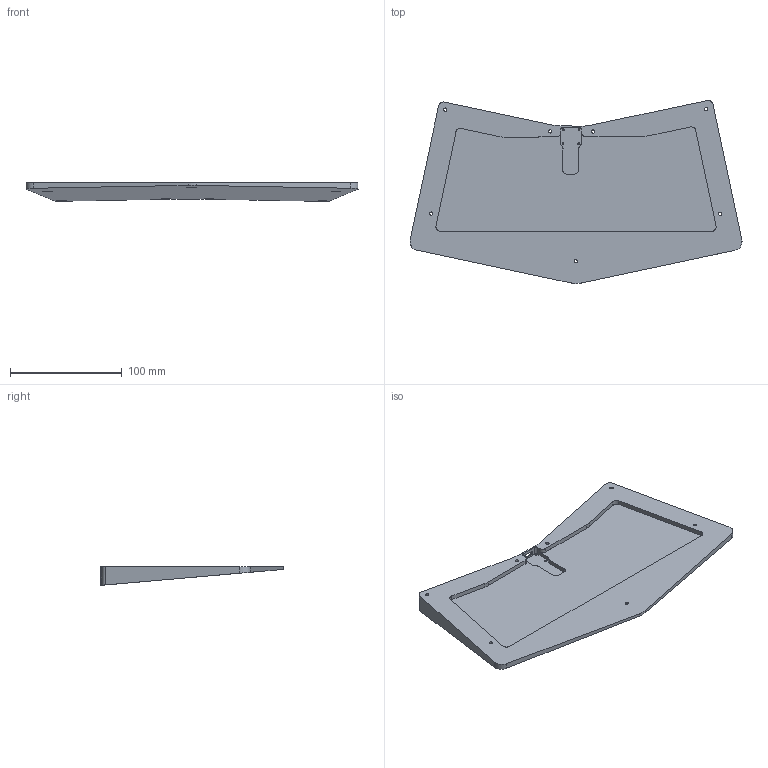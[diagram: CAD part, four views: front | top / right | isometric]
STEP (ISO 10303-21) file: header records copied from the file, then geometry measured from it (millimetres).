
FILE_DESCRIPTION(/* description */ (''),/* implementation_level */ '2;1');
FILE_NAME(/* name */ 'ChiffEvoCase_bottom.step',/* time_stamp */ '2023-02-13T14:59:16-08:00',/* author */ (''),/* organization */ (''),/* preprocessor_version */ 'ST-DEVELOPER v19.2',/* originating_system */ 'Autodesk Translation Framework v11.17.0.187',/* authorisation */ '');
FILE_SCHEMA (('AUTOMOTIVE_DESIGN { 1 0 10303 214 3 1 1 }'));
Length unit declared in the file: millimetre
Products named in the file (1): ChiffEvoCase
Bounding box: 296.91 x 163.85 x 16.78 mm (x, y, z)
Volume: 271467.3 mm3; surface area: 88083.7 mm2
Topology: 1 solids, 1 shells, 84 faces, 220 edges, 146 vertices
Faces by surface type: plane 35, cylinder 33, bspline 12, cone 4
Full cylindrical faces by diameter (mm): 1.623 x4, 2.9 x7
Entity records: 3285 total; most frequent: CARTESIAN_POINT 1151, ORIENTED_EDGE 432, DIRECTION 418, EDGE_CURVE 216, AXIS2_PLACEMENT_3D 147, VERTEX_POINT 146, LINE 124, VECTOR 124
